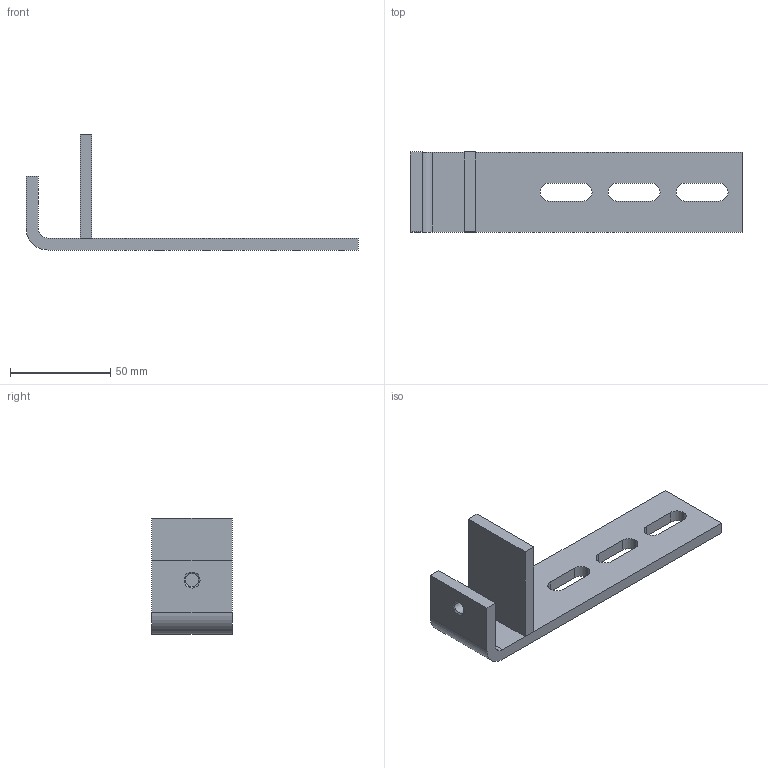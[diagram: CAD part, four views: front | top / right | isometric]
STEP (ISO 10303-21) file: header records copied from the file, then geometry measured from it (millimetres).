
FILE_DESCRIPTION((''),'2;1');
FILE_NAME('BEFESTIGUNGSKLEMMST_S__CK_ASM','2012-11-19T',('AndreasKeweloh'),(''),'PRO/ENGINEER BY PARAMETRIC TECHNOLOGY CORPORATION, 2012230','PRO/ENGINEER BY PARAMETRIC TECHNOLOGY CORPORATION, 2012230','');
FILE_SCHEMA(('CONFIG_CONTROL_DESIGN'));
Length unit declared in the file: millimetre
Products named in the file (3): BANDSTAHL; BANDSTAHL_1; BEFESTIGUNGSKLEMMST_S__CK_ASM
Assembly tree (2 placements, depth 2):
  BEFESTIGUNGSKLEMMST_S__CK_ASM
    BANDSTAHL
    BANDSTAHL_1
Bounding box: 166 x 40 x 58 mm (x, y, z)
Volume: 54832.3 mm3; surface area: 23417 mm2
Topology: 2 solids, 2 shells, 40 faces, 104 edges, 68 vertices
Faces by surface type: plane 20, cylinder 16, cone 4
Entity records: 1336 total; most frequent: DIRECTION 230, CARTESIAN_POINT 217, ORIENTED_EDGE 208, EDGE_CURVE 104, AXIS2_PLACEMENT_3D 81, VECTOR 68, LINE 68, VERTEX_POINT 68
